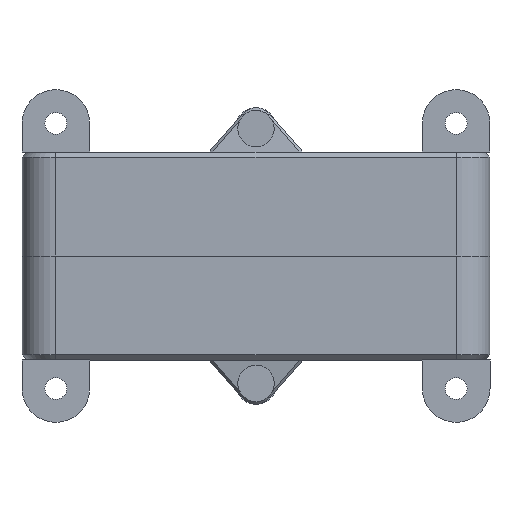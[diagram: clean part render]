
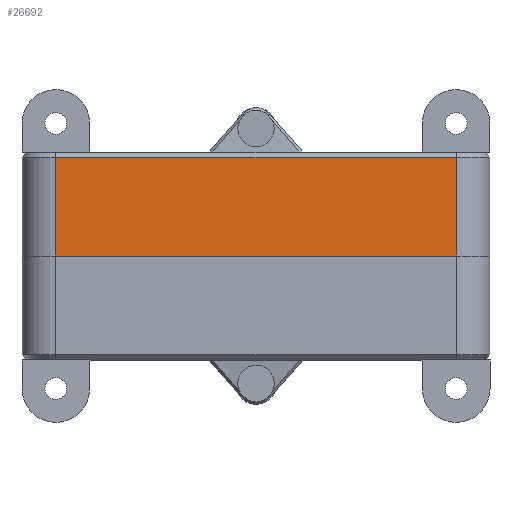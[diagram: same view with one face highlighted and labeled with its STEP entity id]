
A CAD part, front view. The second image highlights one B-rep face of the part: STEP entity #26692.
In plain terms, the highlighted planar face has unit normal (0, -1, 0).
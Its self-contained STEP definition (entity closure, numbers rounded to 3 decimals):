
#465=PLANE('',#28530);
#2147=LINE('',#36324,#5041);
#2187=LINE('',#36431,#5081);
#2316=LINE('',#36934,#5210);
#2317=LINE('',#36936,#5211);
#5041=VECTOR('',#30148,10.);
#5081=VECTOR('',#30228,10.);
#5210=VECTOR('',#30447,10.);
#5211=VECTOR('',#30450,10.);
#8119=FACE_OUTER_BOUND('',#9622,.T.);
#9622=EDGE_LOOP('',(#18702,#18703,#18704,#18705));
#11626=VERTEX_POINT('',#36321);
#11627=VERTEX_POINT('',#36323);
#11672=VERTEX_POINT('',#36423);
#11674=VERTEX_POINT('',#36429);
#14304=EDGE_CURVE('',#11626,#11627,#2147,.T.);
#14358=EDGE_CURVE('',#11674,#11672,#2187,.T.);
#14526=EDGE_CURVE('',#11627,#11674,#2316,.T.);
#14527=EDGE_CURVE('',#11672,#11626,#2317,.T.);
#18702=ORIENTED_EDGE('',*,*,#14358,.F.);
#18703=ORIENTED_EDGE('',*,*,#14526,.F.);
#18704=ORIENTED_EDGE('',*,*,#14304,.F.);
#18705=ORIENTED_EDGE('',*,*,#14527,.F.);
#26692=ADVANCED_FACE('',(#8119),#465,.T.);
#28530=AXIS2_PLACEMENT_3D('',#36935,#30448,#30449);
#30148=DIRECTION('',(1.,0.,0.));
#30228=DIRECTION('',(-1.,0.,0.));
#30447=DIRECTION('',(0.,0.,-1.));
#30448=DIRECTION('center_axis',(0.,-1.,0.));
#30449=DIRECTION('ref_axis',(1.,0.,0.));
#30450=DIRECTION('',(0.,0.,1.));
#36321=CARTESIAN_POINT('',(-38.5,0.,20.));
#36323=CARTESIAN_POINT('',(38.5,0.,20.));
#36324=CARTESIAN_POINT('',(-45.,0.,20.));
#36423=CARTESIAN_POINT('',(-38.5,0.,1.));
#36429=CARTESIAN_POINT('',(38.5,0.,1.));
#36431=CARTESIAN_POINT('',(-22.5,0.,1.));
#36934=CARTESIAN_POINT('',(38.5,0.,0.));
#36935=CARTESIAN_POINT('Origin',(-45.,0.,
0.));
#36936=CARTESIAN_POINT('',(-38.5,0.,0.));
